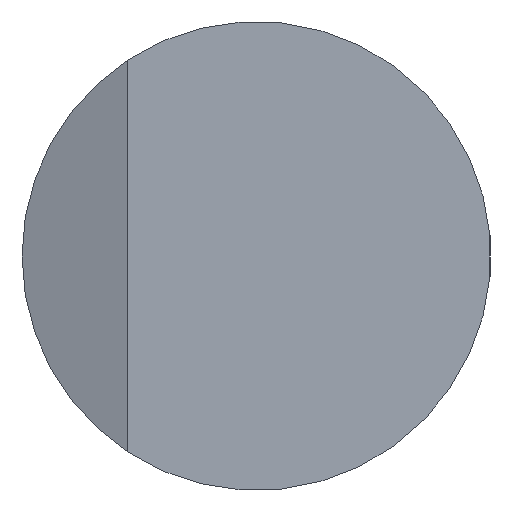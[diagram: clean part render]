
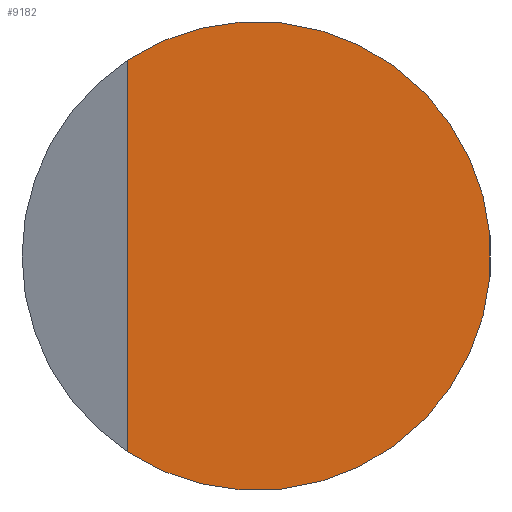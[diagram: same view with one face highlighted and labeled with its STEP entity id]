
A CAD part, left-side view. The second image highlights one B-rep face of the part: STEP entity #9182.
In plain terms, the highlighted planar face has unit normal (-1, 0, 0).
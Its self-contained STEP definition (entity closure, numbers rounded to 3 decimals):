
#21=PLANE('',#10261);
#660=CIRCLE('',#10047,7.5);
#1088=LINE('',#15594,#1940);
#1940=VECTOR('',#12186,1000.);
#3219=ORIENTED_EDGE('',*,*,#5774,.F.);
#3220=ORIENTED_EDGE('',*,*,#5348,.F.);
#5348=EDGE_CURVE('',#6626,#6624,#660,.T.);
#5774=EDGE_CURVE('',#6624,#6626,#1088,.T.);
#6624=VERTEX_POINT('',#14737);
#6626=VERTEX_POINT('',#14741);
#7689=EDGE_LOOP('',(#3219,#3220));
#8541=FACE_BOUND('',#7689,.T.);
#9182=ADVANCED_FACE('',(#8541),#21,.F.);
#10047=AXIS2_PLACEMENT_3D('',#14742,#11543,#11544);
#10261=AXIS2_PLACEMENT_3D('',#15593,#12184,#12185);
#11543=DIRECTION('',(1.,0.,0.));
#11544=DIRECTION('',(0.,0.,-1.));
#12184=DIRECTION('',(1.,0.,0.));
#12185=DIRECTION('',(0.,0.,-1.));
#12186=DIRECTION('',(0.,0.,1.));
#14737=CARTESIAN_POINT('',(0.,4.125,-6.264));
#14741=CARTESIAN_POINT('',(0.,4.125,6.264));
#14742=CARTESIAN_POINT('',(0.,0.,0.));
#15593=CARTESIAN_POINT('',(0.,0.,0.));
#15594=CARTESIAN_POINT('',(0.,4.125,0.));
